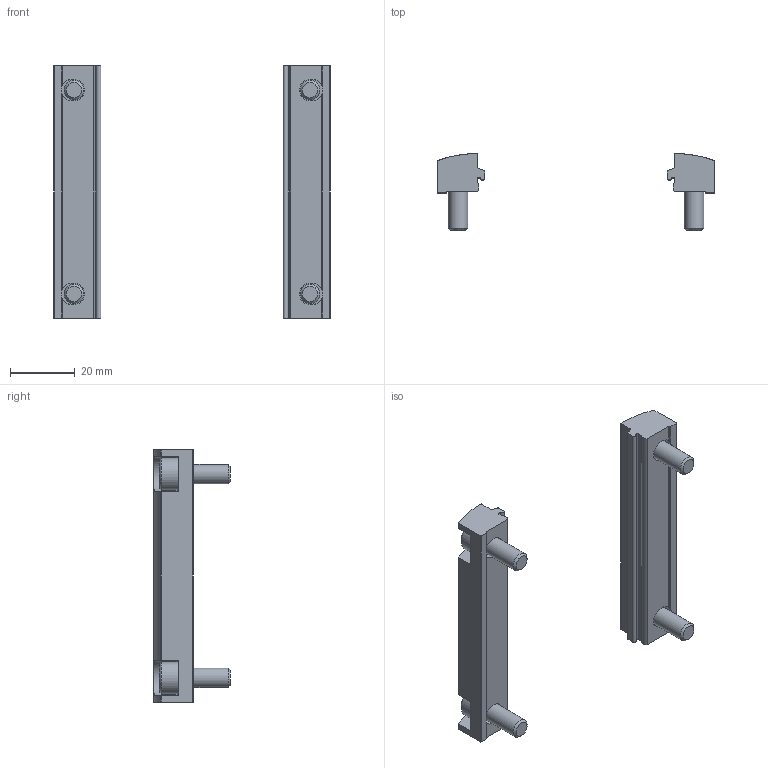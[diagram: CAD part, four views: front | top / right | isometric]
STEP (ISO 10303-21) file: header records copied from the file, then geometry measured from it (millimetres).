
FILE_DESCRIPTION(/* description */ ('STEP AP214'),/* implementation_level */ '2;1');
FILE_NAME(/* name */ '4759726_EAHF-L2-45-P-D4',/* time_stamp */ '2024-08-26T17:18:45+02:00',/* author */ ('License CC BY-ND 4.0'),/* organization */ ('CADENAS'),/* preprocessor_version */ 'ST-DEVELOPER v19.3',/* originating_system */ 'PARTsolutions',/* authorisation */ ' ');
FILE_SCHEMA (('AUTOMOTIVE_DESIGN {1 0 10303 214 3 1 1}'));
Length unit declared in the file: millimetre
Products named in the file (3): 4759726 EAHF-L2-45-P-D4---(60); 4633286 EAHF-L2-45-P-D4---(c); DIN-912 - M6x16(F)
Assembly tree (6 placements, depth 2):
  4759726 EAHF-L2-45-P-D4---(60)
    4633286 EAHF-L2-45-P-D4---(c)  x2
    DIN-912 - M6x16(F)  x4
Bounding box: 85.6 x 23.7 x 78 mm (x, y, z)
Volume: 21993.5 mm3; surface area: 11922.2 mm2
Topology: 6 solids, 6 shells, 210 faces, 506 edges, 308 vertices
Faces by surface type: plane 106, cylinder 60, cone 44
Full cylindrical faces by diameter (mm): 6 x4, 10 x4
Entity records: 2456 total; most frequent: CARTESIAN_POINT 474, DIRECTION 413, ORIENTED_EDGE 382, EDGE_CURVE 191, AXIS2_PLACEMENT_3D 154, VERTEX_POINT 125, LINE 105, VECTOR 105
